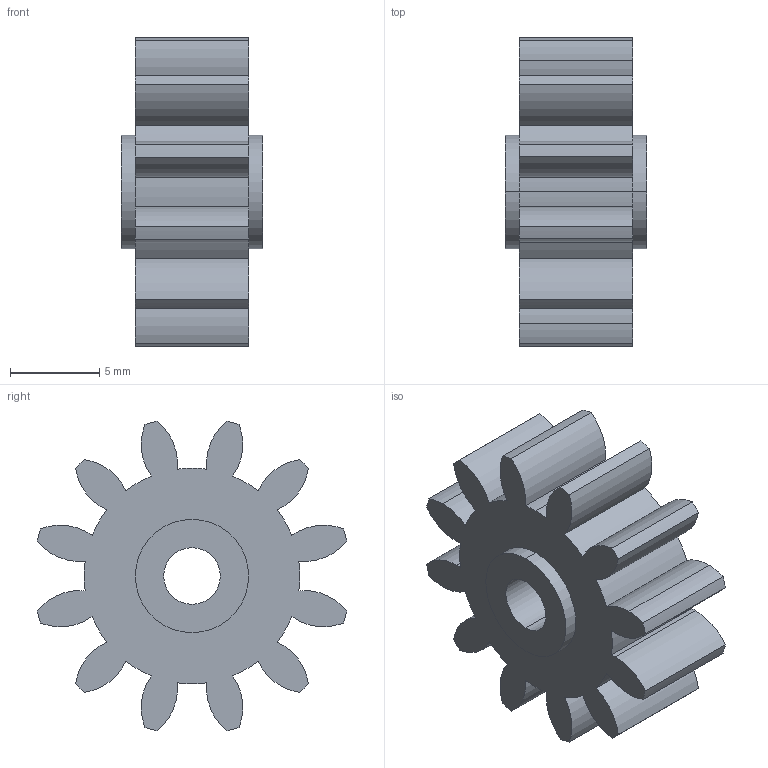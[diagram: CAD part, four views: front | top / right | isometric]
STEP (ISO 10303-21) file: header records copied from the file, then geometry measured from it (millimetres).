
FILE_DESCRIPTION (( 'STEP AP203' ), '1' );
FILE_NAME ('12.round125planet.AM.STEP', '2014-06-22T02:30:18', ( '' ), ( '' ), 'SwSTEP 2.0', 'SolidWorks 2013', '' );
FILE_SCHEMA (( 'CONFIG_CONTROL_DESIGN' ));
Length unit declared in the file: inch
Products named in the file (1): 12.round125planet.AM
Bounding box: 7.95 x 17.34 x 17.34 mm (x, y, z)
Volume: 1066.3 mm3; surface area: 1077.6 mm2
Topology: 1 solids, 1 shells, 63 faces, 177 edges, 118 vertices
Faces by surface type: cylinder 59, plane 4
Entity records: 2192 total; most frequent: DIRECTION 423, CARTESIAN_POINT 359, ORIENTED_EDGE 354, AXIS2_PLACEMENT_3D 182, EDGE_CURVE 177, VERTEX_POINT 118, CIRCLE 118, EDGE_LOOP 67
